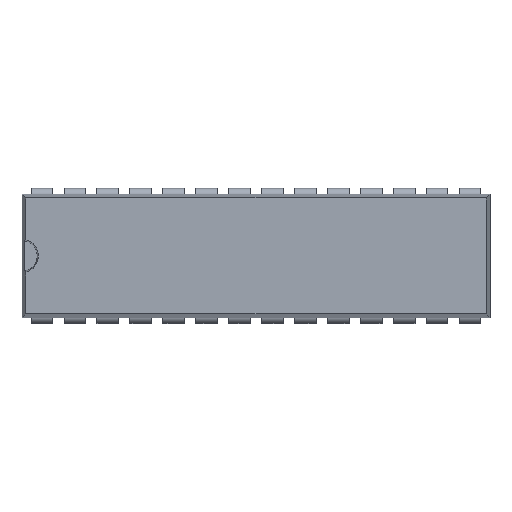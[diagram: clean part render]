
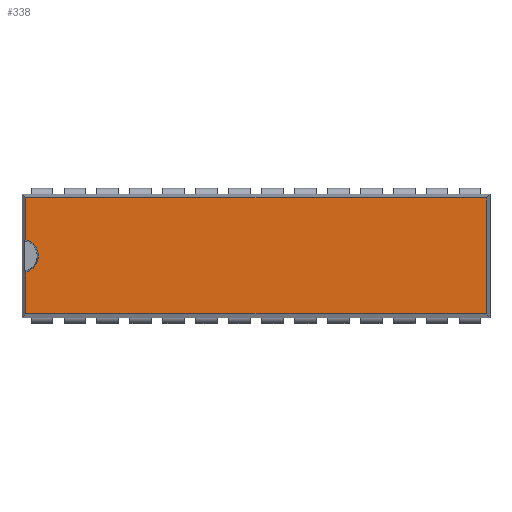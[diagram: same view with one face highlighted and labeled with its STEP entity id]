
A CAD part, top view. The second image highlights one B-rep face of the part: STEP entity #338.
In plain terms, the highlighted planar face has unit normal (0, 0, 1).
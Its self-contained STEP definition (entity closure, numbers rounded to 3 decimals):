
#338=ADVANCED_FACE('',(#6308),#6310,.T.);
#6308=FACE_BOUND('',#6309,.T.);
#6309=EDGE_LOOP('',(#10732,#10733,#10734,#10735,#10736,#10737));
#6310=PLANE('',#6311);
#6311=AXIS2_PLACEMENT_3D('',#6312,#6313,#6314);
#6312=CARTESIAN_POINT('',(0.,0.,5.33));
#6313=DIRECTION('',(0.,0.,1.));
#6314=DIRECTION('',(1.,0.,0.));
#10732=ORIENTED_EDGE('',*,*,#13712,.T.);
#10733=ORIENTED_EDGE('',*,*,#13713,.T.);
#10734=ORIENTED_EDGE('',*,*,#13714,.T.);
#10735=ORIENTED_EDGE('',*,*,#13715,.T.);
#10736=ORIENTED_EDGE('',*,*,#13716,.T.);
#10737=ORIENTED_EDGE('',*,*,#13717,.T.);
#13712=EDGE_CURVE('',#15202,#15203,#15204,.F.);
#13713=EDGE_CURVE('',#15203,#15205,#15206,.T.);
#13714=EDGE_CURVE('',#15205,#15207,#15208,.T.);
#13715=EDGE_CURVE('',#15207,#15209,#15210,.T.);
#13716=EDGE_CURVE('',#15209,#15211,#15212,.T.);
#13717=EDGE_CURVE('',#15211,#15202,#15213,.T.);
#15202=VERTEX_POINT('',#17608);
#15203=VERTEX_POINT('',#17609);
#15204=CIRCLE('',#17610,1.27);
#15205=VERTEX_POINT('',#17614);
#15206=LINE('',#17615,#17616);
#15207=VERTEX_POINT('',#17618);
#15208=LINE('',#17619,#17620);
#15209=VERTEX_POINT('',#17622);
#15210=LINE('',#17623,#17624);
#15211=VERTEX_POINT('',#17626);
#15212=LINE('',#17627,#17628);
#15213=LINE('',#17630,#17631);
#17608=CARTESIAN_POINT('',(-1.236,6.317,5.33));
#17609=CARTESIAN_POINT('',(-1.236,3.843,5.33));
#17610=AXIS2_PLACEMENT_3D('',#17611,#17612,#17613);
#17611=CARTESIAN_POINT('',(-1.525,5.08,5.33));
#17612=DIRECTION('',(0.,0.,1.));
#17613=DIRECTION('',(0.227,-0.974,0.));
#17614=CARTESIAN_POINT('',(-1.236,0.619,5.33));
#17615=CARTESIAN_POINT('',(-1.236,3.843,5.33));
#17616=VECTOR('',#17617,1.);
#17617=DIRECTION('',(0.,-1.,0.));
#17618=CARTESIAN_POINT('',(34.256,0.619,5.33));
#17619=CARTESIAN_POINT('',(-1.236,0.619,5.33));
#17620=VECTOR('',#17621,1.);
#17621=DIRECTION('',(1.,0.,0.));
#17622=CARTESIAN_POINT('',(34.256,9.541,5.33));
#17623=CARTESIAN_POINT('',(34.256,0.619,5.33));
#17624=VECTOR('',#17625,1.);
#17625=DIRECTION('',(0.,1.,0.));
#17626=CARTESIAN_POINT('',(-1.236,9.541,5.33));
#17627=CARTESIAN_POINT('',(34.256,9.541,5.33));
#17628=VECTOR('',#17629,1.);
#17629=DIRECTION('',(-1.,0.,0.));
#17630=CARTESIAN_POINT('',(-1.236,9.541,5.33));
#17631=VECTOR('',#17632,1.);
#17632=DIRECTION('',(0.,-1.,0.));
